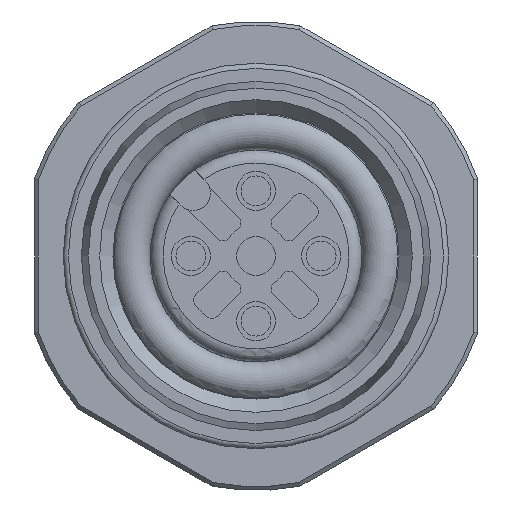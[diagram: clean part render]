
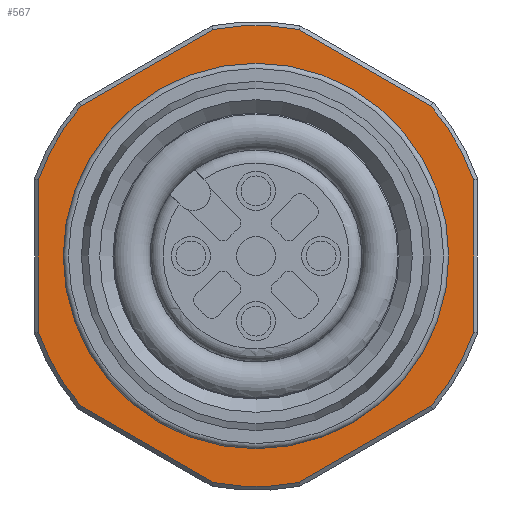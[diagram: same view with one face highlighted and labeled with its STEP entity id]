
A CAD part, front view. The second image highlights one B-rep face of the part: STEP entity #567.
In plain terms, the highlighted planar face has unit normal (0, -1, 0).
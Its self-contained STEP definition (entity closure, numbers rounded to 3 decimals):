
#164=PLANE('',#2255);
#350=LINE('',#3487,#448);
#353=LINE('',#3500,#451);
#354=LINE('',#3509,#452);
#357=LINE('',#3522,#455);
#358=LINE('',#3531,#456);
#360=LINE('',#3542,#458);
#448=VECTOR('',#2795,1.);
#451=VECTOR('',#2804,1.);
#452=VECTOR('',#2811,1.);
#455=VECTOR('',#2820,1.);
#456=VECTOR('',#2827,1.);
#458=VECTOR('',#2835,1.);
#567=ADVANCED_FACE('F58',(#683,#684),#164,.T.);
#683=FACE_BOUND('',#888,.T.);
#684=FACE_BOUND('',#889,.T.);
#888=EDGE_LOOP('',(#1375,#1376,#1377,#1378,#1379,#1380,#1381,#1382,#1383,
#1384,#1385,#1386));
#889=EDGE_LOOP('',(#1387));
#1375=ORIENTED_EDGE('',*,*,#1866,.F.);
#1376=ORIENTED_EDGE('',*,*,#1865,.F.);
#1377=ORIENTED_EDGE('',*,*,#1862,.F.);
#1378=ORIENTED_EDGE('',*,*,#1860,.F.);
#1379=ORIENTED_EDGE('',*,*,#1858,.F.);
#1380=ORIENTED_EDGE('',*,*,#1857,.F.);
#1381=ORIENTED_EDGE('',*,*,#1854,.F.);
#1382=ORIENTED_EDGE('',*,*,#1852,.F.);
#1383=ORIENTED_EDGE('',*,*,#1874,.F.);
#1384=ORIENTED_EDGE('',*,*,#1872,.F.);
#1385=ORIENTED_EDGE('',*,*,#1870,.F.);
#1386=ORIENTED_EDGE('',*,*,#1868,.F.);
#1387=ORIENTED_EDGE('',*,*,#1790,.T.);
#1570=VERTEX_POINT('',#3341);
#1608=VERTEX_POINT('',#3486);
#1609=VERTEX_POINT('',#3488);
#1610=VERTEX_POINT('',#3492);
#1611=VERTEX_POINT('',#3499);
#1612=VERTEX_POINT('',#3503);
#1613=VERTEX_POINT('',#3510);
#1614=VERTEX_POINT('',#3514);
#1615=VERTEX_POINT('',#3521);
#1616=VERTEX_POINT('',#3525);
#1617=VERTEX_POINT('',#3532);
#1618=VERTEX_POINT('',#3536);
#1619=VERTEX_POINT('',#3543);
#1790=EDGE_CURVE('',#1570,#1570,#1986,.T.);
#1852=EDGE_CURVE('E181',#1608,#1609,#350,.T.);
#1854=EDGE_CURVE('E180',#1609,#1610,#2005,.T.);
#1857=EDGE_CURVE('E179',#1610,#1611,#353,.T.);
#1858=EDGE_CURVE('E178',#1611,#1612,#2006,.T.);
#1860=EDGE_CURVE('E177',#1612,#1613,#354,.T.);
#1862=EDGE_CURVE('E176',#1613,#1614,#2007,.T.);
#1865=EDGE_CURVE('E175',#1614,#1615,#357,.T.);
#1866=EDGE_CURVE('E174',#1615,#1616,#2008,.T.);
#1868=EDGE_CURVE('E173',#1616,#1617,#358,.T.);
#1870=EDGE_CURVE('E172',#1617,#1618,#2009,.T.);
#1872=EDGE_CURVE('E171',#1618,#1619,#360,.T.);
#1874=EDGE_CURVE('E170',#1619,#1608,#2010,.T.);
#1986=CIRCLE('',#2193,7.4);
#2005=CIRCLE('',#2238,8.85);
#2006=CIRCLE('',#2241,8.85);
#2007=CIRCLE('',#2244,8.85);
#2008=CIRCLE('',#2247,8.85);
#2009=CIRCLE('',#2250,8.85);
#2010=CIRCLE('',#2253,8.85);
#2193=AXIS2_PLACEMENT_3D('',#3340,#2671,#2672);
#2238=AXIS2_PLACEMENT_3D('',#3491,#2799,#2800);
#2241=AXIS2_PLACEMENT_3D('',#3502,#2807,#2808);
#2244=AXIS2_PLACEMENT_3D('',#3513,#2815,#2816);
#2247=AXIS2_PLACEMENT_3D('',#3524,#2823,#2824);
#2250=AXIS2_PLACEMENT_3D('',#3535,#2831,#2832);
#2253=AXIS2_PLACEMENT_3D('',#3546,#2839,#2840);
#2255=AXIS2_PLACEMENT_3D('',#3548,#2843,#2844);
#2671=DIRECTION('',(0.,1.,0.));
#2672=DIRECTION('',(-0.866,0.,-0.5));
#2795=DIRECTION('',(0.866,0.,0.5));
#2799=DIRECTION('',(0.,1.,0.));
#2800=DIRECTION('',(0.,0.,1.));
#2804=DIRECTION('',(0.866,0.,-0.5));
#2807=DIRECTION('',(0.,1.,0.));
#2808=DIRECTION('',(-1.,0.,0.));
#2811=DIRECTION('',(0.,0.,-1.));
#2815=DIRECTION('',(0.,1.,0.));
#2816=DIRECTION('',(-1.,0.,0.));
#2820=DIRECTION('',(-0.866,0.,-0.5));
#2823=DIRECTION('',(0.,1.,0.));
#2824=DIRECTION('',(0.,0.,1.));
#2827=DIRECTION('',(-0.866,0.,0.5));
#2831=DIRECTION('',(0.,1.,0.));
#2832=DIRECTION('',(-1.,0.,0.));
#2835=DIRECTION('',(0.,0.,1.));
#2839=DIRECTION('',(0.,1.,0.));
#2840=DIRECTION('',(-1.,0.,0.));
#2843=DIRECTION('',(0.,-1.,0.));
#2844=DIRECTION('',(-1.,0.,0.));
#3340=CARTESIAN_POINT('',(50.,60.8,0.));
#3341=CARTESIAN_POINT('',(43.591,60.8,-3.7));
#3486=CARTESIAN_POINT('',(43.285,60.8,5.765));
#3487=CARTESIAN_POINT('',(45.825,60.8,7.231));
#3488=CARTESIAN_POINT('',(48.365,60.8,8.698));
#3491=CARTESIAN_POINT('',(50.,60.8,0.));
#3492=CARTESIAN_POINT('',(51.635,60.8,8.698));
#3499=CARTESIAN_POINT('',(56.715,60.8,5.765));
#3500=CARTESIAN_POINT('',(54.175,60.8,7.231));
#3502=CARTESIAN_POINT('',(50.,60.8,0.));
#3503=CARTESIAN_POINT('',(58.35,60.8,2.933));
#3509=CARTESIAN_POINT('',(58.35,60.8,0.));
#3510=CARTESIAN_POINT('',(58.35,60.8,-2.933));
#3513=CARTESIAN_POINT('',(50.,60.8,0.));
#3514=CARTESIAN_POINT('',(56.715,60.8,-5.765));
#3521=CARTESIAN_POINT('',(51.635,60.8,-8.698));
#3522=CARTESIAN_POINT('',(54.175,60.8,-7.231));
#3524=CARTESIAN_POINT('',(50.,60.8,0.));
#3525=CARTESIAN_POINT('',(48.365,60.8,-8.698));
#3531=CARTESIAN_POINT('',(45.825,60.8,-7.231));
#3532=CARTESIAN_POINT('',(43.285,60.8,-5.765));
#3535=CARTESIAN_POINT('',(50.,60.8,0.));
#3536=CARTESIAN_POINT('',(41.65,60.8,-2.933));
#3542=CARTESIAN_POINT('',(41.65,60.8,0.));
#3543=CARTESIAN_POINT('',(41.65,60.8,2.933));
#3546=CARTESIAN_POINT('',(50.,60.8,0.));
#3548=CARTESIAN_POINT('',(59.025,60.8,10.));
